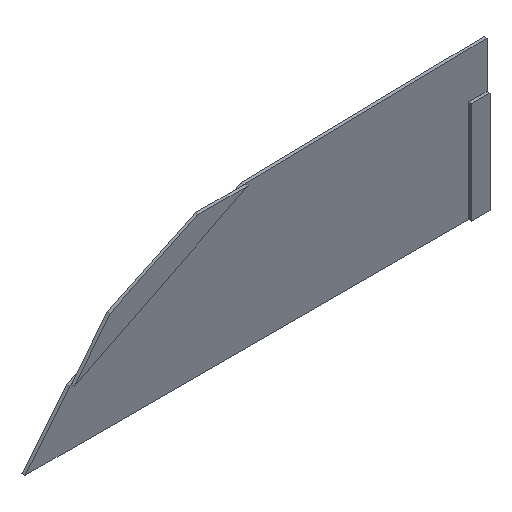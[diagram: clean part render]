
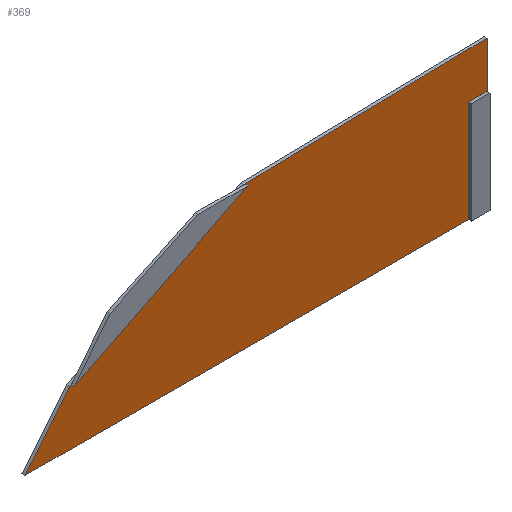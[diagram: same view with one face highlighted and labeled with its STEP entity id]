
A CAD part, isometric view. The second image highlights one B-rep face of the part: STEP entity #369.
In plain terms, the highlighted planar face has unit normal (0, -1, 0).
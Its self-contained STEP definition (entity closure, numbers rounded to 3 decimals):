
#51=FACE_OUTER_BOUND('',#72,.T.);
#72=EDGE_LOOP('',(#294,#295,#296,#297,#298,#299,#300));
#105=LINE('',#606,#150);
#106=LINE('',#608,#151);
#107=LINE('',#610,#152);
#108=LINE('',#612,#153);
#109=LINE('',#614,#154);
#110=LINE('',#616,#155);
#111=LINE('',#617,#156);
#150=VECTOR('',#502,10.);
#151=VECTOR('',#503,10.);
#152=VECTOR('',#504,10.);
#153=VECTOR('',#505,10.);
#154=VECTOR('',#506,10.);
#155=VECTOR('',#507,10.);
#156=VECTOR('',#508,10.);
#187=VERTEX_POINT('',#604);
#188=VERTEX_POINT('',#605);
#189=VERTEX_POINT('',#607);
#190=VERTEX_POINT('',#609);
#191=VERTEX_POINT('',#611);
#192=VERTEX_POINT('',#613);
#193=VERTEX_POINT('',#615);
#225=EDGE_CURVE('',#187,#188,#105,.T.);
#226=EDGE_CURVE('',#189,#187,#106,.T.);
#227=EDGE_CURVE('',#190,#189,#107,.T.);
#228=EDGE_CURVE('',#191,#190,#108,.T.);
#229=EDGE_CURVE('',#192,#191,#109,.T.);
#230=EDGE_CURVE('',#193,#192,#110,.T.);
#231=EDGE_CURVE('',#188,#193,#111,.T.);
#294=ORIENTED_EDGE('',*,*,#225,.F.);
#295=ORIENTED_EDGE('',*,*,#226,.F.);
#296=ORIENTED_EDGE('',*,*,#227,.F.);
#297=ORIENTED_EDGE('',*,*,#228,.F.);
#298=ORIENTED_EDGE('',*,*,#229,.F.);
#299=ORIENTED_EDGE('',*,*,#230,.F.);
#300=ORIENTED_EDGE('',*,*,#231,.F.);
#348=PLANE('',#431);
#369=ADVANCED_FACE('',(#51),#348,.F.);
#431=AXIS2_PLACEMENT_3D('',#603,#500,#501);
#500=DIRECTION('center_axis',(0.,1.,0.));
#501=DIRECTION('ref_axis',(0.,0.,1.));
#502=DIRECTION('',(0.892,0.,0.452));
#503=DIRECTION('',(0.633,0.,0.774));
#504=DIRECTION('',(-1.,0.,0.));
#505=DIRECTION('',(0.,0.,-1.));
#506=DIRECTION('',(-1.,0.,0.));
#507=DIRECTION('',(0.,0.,-1.));
#508=DIRECTION('',(1.,0.,0.021));
#603=CARTESIAN_POINT('Origin',(-57.5,0.,19.));
#604=CARTESIAN_POINT('',(-67.576,0.,17.962));
#605=CARTESIAN_POINT('',(-58.185,0.,22.72));
#606=CARTESIAN_POINT('',(-63.358,0.,20.099));
#607=CARTESIAN_POINT('',(-70.,0.,15.));
#608=CARTESIAN_POINT('',(-66.514,0.,19.261));
#609=CARTESIAN_POINT('',(-46.,0.,15.));
#610=CARTESIAN_POINT('',(-51.75,0.,15.));
#611=CARTESIAN_POINT('',(-46.,0.,20.5));
#612=CARTESIAN_POINT('',(-46.,0.,19.75));
#613=CARTESIAN_POINT('',(-45.,0.,20.5));
#614=CARTESIAN_POINT('',(-51.25,0.,20.5));
#615=CARTESIAN_POINT('',(-45.,0.,23.));
#616=CARTESIAN_POINT('',(-45.,0.,21.));
#617=CARTESIAN_POINT('',(-57.882,0.,22.726));
